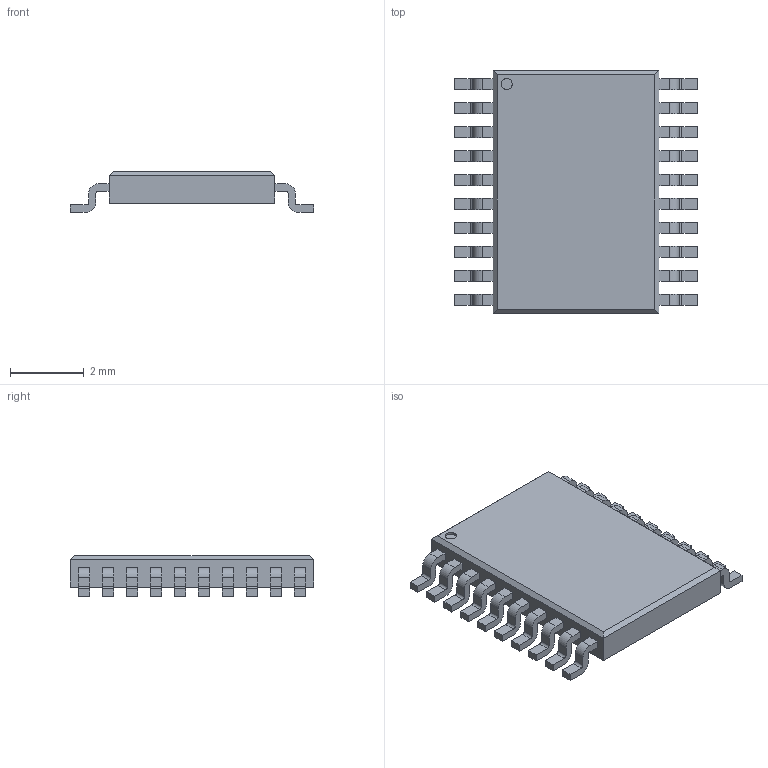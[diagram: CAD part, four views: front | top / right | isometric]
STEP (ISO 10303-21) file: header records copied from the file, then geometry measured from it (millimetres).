
FILE_DESCRIPTION(/* description */ (''),/* implementation_level */ '2;1');
FILE_NAME(/* name */ 'soic_1610676245567.stp',/* time_stamp */ '2021-01-15T02:04:10+00:00',/* author */ (''),/* organization */ (''),/* preprocessor_version */ 'ST-DEVELOPER v18.1',/* originating_system */ 'ASM',/* authorisation */ '');
FILE_SCHEMA (('AUTOMOTIVE_DESIGN { 1 0 10303 214 3 1 1 }'));
Length unit declared in the file: millimetre
Products named in the file (1): soic_1610676245567
Bounding box: 6.6 x 6.6 x 1.1 mm (x, y, z)
Volume: 26.9 mm3; surface area: 106.5 mm2
Topology: 1 solids, 1 shells, 272 faces, 743 edges, 494 vertices
Faces by surface type: plane 191, cylinder 81
Full cylindrical faces by diameter (mm): 0.3 x1
Entity records: 8881 total; most frequent: CARTESIAN_POINT 1510, ORIENTED_EDGE 1486, DIRECTION 1451, EDGE_CURVE 743, LINE 581, VECTOR 581, VERTEX_POINT 494, AXIS2_PLACEMENT_3D 435
